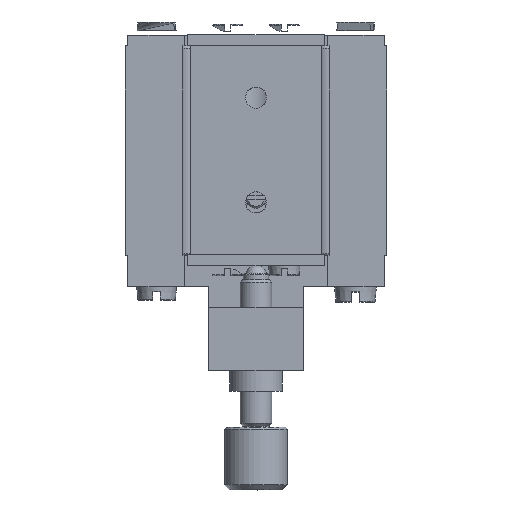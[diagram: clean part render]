
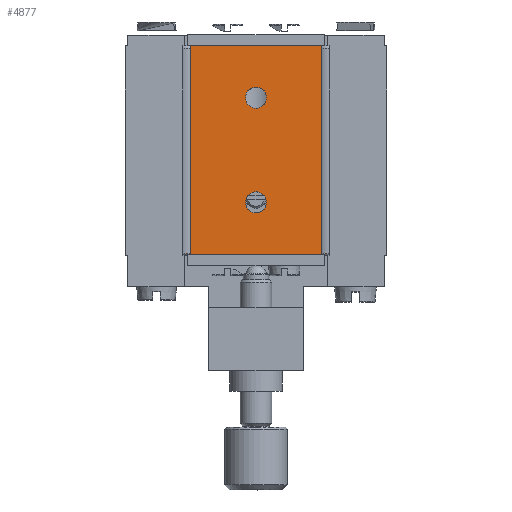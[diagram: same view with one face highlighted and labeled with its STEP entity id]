
A CAD part, top view. The second image highlights one B-rep face of the part: STEP entity #4877.
In plain terms, the highlighted planar face has unit normal (0, 0, 1).
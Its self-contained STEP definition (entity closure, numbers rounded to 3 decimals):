
#46=FACE_BOUND('',#817,.T.);
#47=FACE_BOUND('',#818,.T.);
#307=CIRCLE('',#5290,1.007);
#308=CIRCLE('',#5291,1.007);
#309=CIRCLE('',#5292,1.007);
#310=CIRCLE('',#5293,1.007);
#534=FACE_OUTER_BOUND('',#816,.T.);
#816=EDGE_LOOP('',(#3605,#3606,#3607,#3608));
#817=EDGE_LOOP('',(#3609,#3610));
#818=EDGE_LOOP('',(#3611,#3612));
#1216=LINE('',#7813,#1567);
#1225=LINE('',#7829,#1576);
#1226=LINE('',#7832,#1577);
#1227=LINE('',#7833,#1578);
#1567=VECTOR('',#6225,10.);
#1576=VECTOR('',#6240,10.);
#1577=VECTOR('',#6243,10.);
#1578=VECTOR('',#6244,10.);
#2034=VERTEX_POINT('',#7810);
#2035=VERTEX_POINT('',#7812);
#2039=VERTEX_POINT('',#7826);
#2040=VERTEX_POINT('',#7831);
#2041=VERTEX_POINT('',#7834);
#2042=VERTEX_POINT('',#7835);
#2043=VERTEX_POINT('',#7838);
#2044=VERTEX_POINT('',#7839);
#2613=EDGE_CURVE('',#2035,#2034,#1216,.T.);
#2622=EDGE_CURVE('',#2035,#2039,#1225,.T.);
#2623=EDGE_CURVE('',#2040,#2039,#1226,.T.);
#2624=EDGE_CURVE('',#2034,#2040,#1227,.T.);
#2625=EDGE_CURVE('',#2041,#2042,#307,.T.);
#2626=EDGE_CURVE('',#2042,#2041,#308,.T.);
#2627=EDGE_CURVE('',#2043,#2044,#309,.T.);
#2628=EDGE_CURVE('',#2044,#2043,#310,.T.);
#3605=ORIENTED_EDGE('',*,*,#2623,.T.);
#3606=ORIENTED_EDGE('',*,*,#2622,.F.);
#3607=ORIENTED_EDGE('',*,*,#2613,.T.);
#3608=ORIENTED_EDGE('',*,*,#2624,.T.);
#3609=ORIENTED_EDGE('',*,*,#2625,.T.);
#3610=ORIENTED_EDGE('',*,*,#2626,.T.);
#3611=ORIENTED_EDGE('',*,*,#2627,.T.);
#3612=ORIENTED_EDGE('',*,*,#2628,.T.);
#4419=PLANE('',#5289);
#4877=ADVANCED_FACE('',(#534,#46,#47),#4419,.T.);
#5289=AXIS2_PLACEMENT_3D('',#7830,#6241,#6242);
#5290=AXIS2_PLACEMENT_3D('',#7836,#6245,#6246);
#5291=AXIS2_PLACEMENT_3D('',#7837,#6247,#6248);
#5292=AXIS2_PLACEMENT_3D('',#7840,#6249,#6250);
#5293=AXIS2_PLACEMENT_3D('',#7841,#6251,#6252);
#6225=DIRECTION('',(-1.,0.,0.));
#6240=DIRECTION('',(0.,-1.,0.));
#6241=DIRECTION('center_axis',(0.,0.,
1.));
#6242=DIRECTION('ref_axis',(0.,1.,0.));
#6243=DIRECTION('',(1.,0.,0.));
#6244=DIRECTION('',(0.,-1.,0.));
#6245=DIRECTION('center_axis',(0.,0.,
-1.));
#6246=DIRECTION('ref_axis',(-1.,0.,0.));
#6247=DIRECTION('center_axis',(0.,0.,
-1.));
#6248=DIRECTION('ref_axis',(-1.,0.,0.));
#6249=DIRECTION('center_axis',(0.,0.,
-1.));
#6250=DIRECTION('ref_axis',(-1.,0.,0.));
#6251=DIRECTION('center_axis',(0.,0.,
-1.));
#6252=DIRECTION('ref_axis',(-1.,0.,0.));
#7810=CARTESIAN_POINT('',(6.2,17.18,11.5));
#7812=CARTESIAN_POINT('',(18.8,17.18,11.5));
#7813=CARTESIAN_POINT('',(18.8,17.18,11.5));
#7826=CARTESIAN_POINT('',(18.8,-2.82,11.5));
#7829=CARTESIAN_POINT('',(18.8,17.18,11.5));
#7830=CARTESIAN_POINT('Origin',(6.2,17.18,11.5));
#7831=CARTESIAN_POINT('',(6.2,-2.82,11.5));
#7832=CARTESIAN_POINT('',(18.8,-2.82,11.5));
#7833=CARTESIAN_POINT('',(6.2,17.18,11.5));
#7834=CARTESIAN_POINT('',(11.494,12.18,11.5));
#7835=CARTESIAN_POINT('',(13.507,12.18,11.5));
#7836=CARTESIAN_POINT('Origin',(12.5,12.18,11.5));
#7837=CARTESIAN_POINT('Origin',(12.5,12.18,11.5));
#7838=CARTESIAN_POINT('',(11.494,2.18,11.5));
#7839=CARTESIAN_POINT('',(13.507,2.18,11.5));
#7840=CARTESIAN_POINT('Origin',(12.5,2.18,11.5));
#7841=CARTESIAN_POINT('Origin',(12.5,2.18,11.5));
